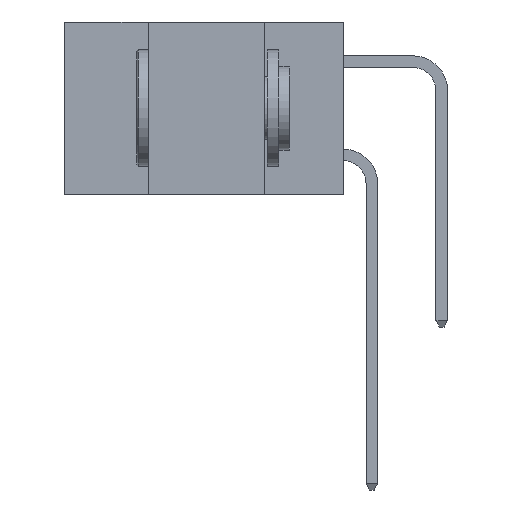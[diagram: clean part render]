
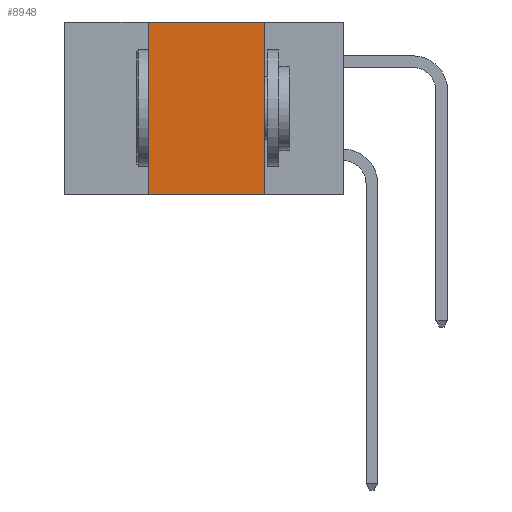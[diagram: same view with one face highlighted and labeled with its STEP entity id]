
A CAD part, left-side view. The second image highlights one B-rep face of the part: STEP entity #8948.
In plain terms, the highlighted planar face has unit normal (-1, 0, 0).
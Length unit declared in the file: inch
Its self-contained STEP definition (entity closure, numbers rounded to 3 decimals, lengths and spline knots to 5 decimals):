
#1980 = LINE ( 'NONE', #5180, #17661 ) ;
#2504 = AXIS2_PLACEMENT_3D ( 'NONE', #12236, #4353, #15285 ) ;
#2615 = VERTEX_POINT ( 'NONE', #18233 ) ;
#2965 = VECTOR ( 'NONE', #16969, 39.37008 ) ;
#4353 = DIRECTION ( 'NONE',  ( 1., 0., 0. ) ) ;
#5180 = CARTESIAN_POINT ( 'NONE',  ( 0., 0.17, -0.37 ) ) ;
#5642 = ORIENTED_EDGE ( 'NONE', *, *, #11122, .F. ) ;
#5718 = ORIENTED_EDGE ( 'NONE', *, *, #10078, .F. ) ;
#5796 = ORIENTED_EDGE ( 'NONE', *, *, #9016, .F. ) ;
#5918 = ORIENTED_EDGE ( 'NONE', *, *, #7989, .T. ) ;
#6035 = VECTOR ( 'NONE', #9287, 39.37008 ) ;
#7262 = LINE ( 'NONE', #15422, #2965 ) ;
#7541 = PLANE ( 'NONE',  #2504 ) ;
#7572 = CARTESIAN_POINT ( 'NONE',  ( 0., 0.6, 0. ) ) ;
#7989 = EDGE_CURVE ( 'NONE', #9703, #17895, #9762, .T. ) ;
#8948 = ADVANCED_FACE ( 'NONE', ( #16444 ), #7541, .F. ) ;
#9016 = EDGE_CURVE ( 'NONE', #9703, #18102, #7262, .T. ) ;
#9287 = DIRECTION ( 'NONE',  ( 0., -1., 0. ) ) ;
#9323 = CARTESIAN_POINT ( 'NONE',  ( 0., 0.6, -0.37 ) ) ;
#9411 = CARTESIAN_POINT ( 'NONE',  ( 0., 0.42, -0.37 ) ) ;
#9703 = VERTEX_POINT ( 'NONE', #9411 ) ;
#9762 = LINE ( 'NONE', #9323, #6035 ) ;
#10078 = EDGE_CURVE ( 'NONE', #18102, #2615, #14245, .T. ) ;
#10161 = VECTOR ( 'NONE', #18333, 39.37008 ) ;
#11122 = EDGE_CURVE ( 'NONE', #2615, #17895, #1980, .T. ) ;
#12236 = CARTESIAN_POINT ( 'NONE',  ( 0., 0.6, 0. ) ) ;
#13423 = CARTESIAN_POINT ( 'NONE',  ( 0., 0.42, 0. ) ) ;
#14245 = LINE ( 'NONE', #7572, #10161 ) ;
#15285 = DIRECTION ( 'NONE',  ( 0., 0., -1. ) ) ;
#15422 = CARTESIAN_POINT ( 'NONE',  ( 0., 0.42, -0.37 ) ) ;
#15706 = CARTESIAN_POINT ( 'NONE',  ( 0., 0.17, -0.37 ) ) ;
#16444 = FACE_OUTER_BOUND ( 'NONE', #20233, .T. ) ;
#16969 = DIRECTION ( 'NONE',  ( 0., 0., 1. ) ) ;
#17620 = DIRECTION ( 'NONE',  ( 0., 0., -1. ) ) ;
#17661 = VECTOR ( 'NONE', #17620, 39.37008 ) ;
#17895 = VERTEX_POINT ( 'NONE', #15706 ) ;
#18102 = VERTEX_POINT ( 'NONE', #13423 ) ;
#18233 = CARTESIAN_POINT ( 'NONE',  ( 0., 0.17, 0. ) ) ;
#18333 = DIRECTION ( 'NONE',  ( 0., -1., 0. ) ) ;
#20233 = EDGE_LOOP ( 'NONE', ( #5642, #5718, #5796, #5918 ) ) ;
